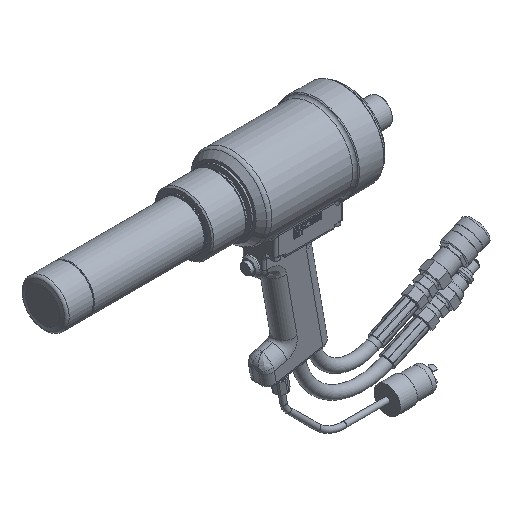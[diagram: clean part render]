
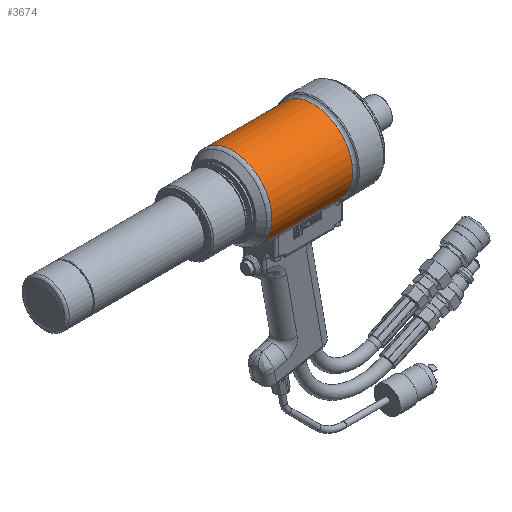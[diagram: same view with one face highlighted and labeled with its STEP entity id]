
A CAD part, isometric view. The second image highlights one B-rep face of the part: STEP entity #3674.
In plain terms, the highlighted cylindrical face has radius 47.562 mm (diameter 95.123 mm), a full revolution.
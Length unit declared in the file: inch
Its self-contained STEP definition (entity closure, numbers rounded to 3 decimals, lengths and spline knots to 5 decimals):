
#994=B_SPLINE_CURVE_WITH_KNOTS('',3,(#18792,#18793,#18794,#18795),
 .UNSPECIFIED.,.F.,.F.,(4,4),(0.,1.),.UNSPECIFIED.);
#999=B_SPLINE_CURVE_WITH_KNOTS('',3,(#18866,#18867,#18868,#18869,#18870,
#18871,#18872,#18873),.UNSPECIFIED.,.F.,.F.,(4,2,2,4),(0.,0.25,0.5,1.),
 .UNSPECIFIED.);
#1001=B_SPLINE_CURVE_WITH_KNOTS('',3,(#18932,#18933,#18934,#18935),
 .UNSPECIFIED.,.F.,.F.,(4,4),(0.,1.),.UNSPECIFIED.);
#1003=B_SPLINE_CURVE_WITH_KNOTS('',3,(#19015,#19016,#19017,#19018,#19019,
#19020,#19021,#19022,#19023,#19024),.UNSPECIFIED.,.F.,.F.,(4,2,2,2,4),(0.,
0.25,0.5,0.75,1.),.UNSPECIFIED.);
#1448=LINE('',#18819,#2284);
#1451=LINE('',#18986,#2287);
#2284=VECTOR('',#14589,1.);
#2287=VECTOR('',#14610,1.);
#3405=CYLINDRICAL_SURFACE('',#13108,1.8725);
#3674=ADVANCED_FACE('',(#4512,#4513),#3405,.T.);
#4512=FACE_BOUND('',#4993,.T.);
#4513=FACE_BOUND('',#4994,.T.);
#4993=EDGE_LOOP('',(#6266));
#4994=EDGE_LOOP('',(#6267,#6268,#6269,#6270,#6271,#6272,#6273,#6274));
#6266=ORIENTED_EDGE('',*,*,#10938,.T.);
#6267=ORIENTED_EDGE('',*,*,#10935,.T.);
#6268=ORIENTED_EDGE('',*,*,#10926,.T.);
#6269=ORIENTED_EDGE('',*,*,#10941,.T.);
#6270=ORIENTED_EDGE('',*,*,#10911,.T.);
#6271=ORIENTED_EDGE('',*,*,#10917,.T.);
#6272=ORIENTED_EDGE('',*,*,#10924,.T.);
#6273=ORIENTED_EDGE('',*,*,#10931,.T.);
#6274=ORIENTED_EDGE('',*,*,#10937,.T.);
#9682=VERTEX_POINT('',#18772);
#9683=VERTEX_POINT('',#18796);
#9687=VERTEX_POINT('',#18818);
#9692=VERTEX_POINT('',#18865);
#9693=VERTEX_POINT('',#18936);
#9694=VERTEX_POINT('',#18937);
#9696=VERTEX_POINT('',#18978);
#9697=VERTEX_POINT('',#18983);
#9699=VERTEX_POINT('',#19056);
#10911=EDGE_CURVE('',#9683,#9682,#994,.T.);
#10917=EDGE_CURVE('',#9682,#9687,#1448,.T.);
#10924=EDGE_CURVE('',#9687,#9692,#999,.T.);
#10926=EDGE_CURVE('',#9693,#9694,#1001,.T.);
#10931=EDGE_CURVE('',#9692,#9696,#12501,.T.);
#10935=EDGE_CURVE('',#9697,#9693,#1451,.T.);
#10937=EDGE_CURVE('',#9696,#9697,#1003,.T.);
#10938=EDGE_CURVE('',#9699,#9699,#12504,.T.);
#10941=EDGE_CURVE('',#9694,#9683,#12507,.T.);
#12501=CIRCLE('',#13097,1.8725);
#12504=CIRCLE('',#13102,1.8725);
#12507=CIRCLE('',#13107,1.8725);
#13097=AXIS2_PLACEMENT_3D('',#18979,#14601,#14602);
#13102=AXIS2_PLACEMENT_3D('',#19055,#14613,#14614);
#13107=AXIS2_PLACEMENT_3D('',#19063,#14623,#14624);
#13108=AXIS2_PLACEMENT_3D('',#19064,#14625,#14626);
#14589=DIRECTION('',(-1.,0.,0.));
#14601=DIRECTION('',(-1.,0.,0.));
#14602=DIRECTION('',(0.,1.,0.));
#14610=DIRECTION('',(1.,0.,0.));
#14613=DIRECTION('',(1.,0.,0.));
#14614=DIRECTION('',(0.,0.,-1.));
#14623=DIRECTION('',(-1.,0.,0.));
#14624=DIRECTION('',(0.,0.,1.));
#14625=DIRECTION('',(-1.,0.,0.));
#14626=DIRECTION('',(0.,0.,1.));
#18772=CARTESIAN_POINT('',(3.89563,1.16893,-1.52282));
#18792=CARTESIAN_POINT('',(3.90514,1.20477,-1.49345));
#18793=CARTESIAN_POINT('',(3.90514,1.19124,-1.50482));
#18794=CARTESIAN_POINT('',(3.90197,1.17926,-1.51457));
#18795=CARTESIAN_POINT('',(3.89563,1.16893,-1.52282));
#18796=CARTESIAN_POINT('',(3.90514,1.20477,-1.49345));
#18818=CARTESIAN_POINT('',(1.175,1.16893,-1.52282));
#18819=CARTESIAN_POINT('',(-3.04333,1.16893,-1.52282));
#18865=CARTESIAN_POINT('',(0.8,0.8381,-1.73447));
#18866=CARTESIAN_POINT('',(1.175,1.16893,-1.52282));
#18867=CARTESIAN_POINT('',(1.12549,1.16893,-1.52283));
#18868=CARTESIAN_POINT('',(1.07529,1.15967,-1.53033));
#18869=CARTESIAN_POINT('',(0.9843,1.12594,-1.55632));
#18870=CARTESIAN_POINT('',(0.944,1.10229,-1.57414));
#18871=CARTESIAN_POINT('',(0.83986,1.01006,-1.6385));
#18872=CARTESIAN_POINT('',(0.80002,0.92678,-1.69008));
#18873=CARTESIAN_POINT('',(0.8,0.8381,-1.73447));
#18932=CARTESIAN_POINT('',(3.89563,-1.16893,-1.52282));
#18933=CARTESIAN_POINT('',(3.90197,-1.17926,-1.51457));
#18934=CARTESIAN_POINT('',(3.90514,-1.19124,-1.50482));
#18935=CARTESIAN_POINT('',(3.90514,-1.20477,-1.49345));
#18936=CARTESIAN_POINT('',(3.89563,-1.16893,-1.52282));
#18937=CARTESIAN_POINT('',(3.90514,-1.20477,-1.49345));
#18978=CARTESIAN_POINT('',(0.8,-0.8381,-1.73447));
#18979=CARTESIAN_POINT('',(0.8,0.,-0.06));
#18983=CARTESIAN_POINT('',(1.175,-1.16893,-1.52282));
#18986=CARTESIAN_POINT('',(-3.04333,-1.16893,-1.52282));
#19015=CARTESIAN_POINT('',(0.8,-0.8381,-1.73447));
#19016=CARTESIAN_POINT('',(0.80001,-0.88276,-1.71211));
#19017=CARTESIAN_POINT('',(0.8101,-0.92632,-1.68799));
#19018=CARTESIAN_POINT('',(0.84782,-1.00574,-1.64016));
#19019=CARTESIAN_POINT('',(0.8743,-1.04052,-1.61724));
#19020=CARTESIAN_POINT('',(0.944,-1.10234,-1.57411));
#19021=CARTESIAN_POINT('',(0.98256,-1.12531,-1.5568));
#19022=CARTESIAN_POINT('',(1.07699,-1.16035,-1.52981));
#19023=CARTESIAN_POINT('',(1.1254,-1.16893,-1.52283));
#19024=CARTESIAN_POINT('',(1.175,-1.16893,-1.52282));
#19055=CARTESIAN_POINT('',(0.07605,0.,-0.06));
#19056=CARTESIAN_POINT('',(0.07605,0.,-1.9325));
#19063=CARTESIAN_POINT('',(3.90514,0.,-0.06));
#19064=CARTESIAN_POINT('',(-3.04333,0.,-0.06));
